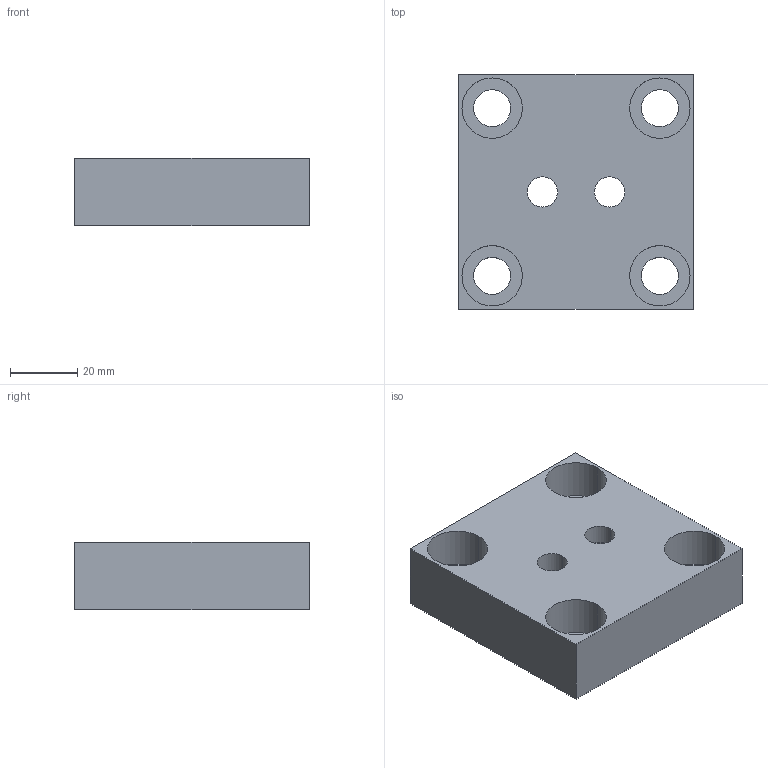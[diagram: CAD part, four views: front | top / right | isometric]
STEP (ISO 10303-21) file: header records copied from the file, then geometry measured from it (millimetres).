
FILE_DESCRIPTION (( 'STEP AP203' ), '1' );
FILE_NAME ('KB_045.step', '2018-12-31T06:55:51', ( '' ), ( '' ), 'SwSTEP 2.0', 'SolidWorks 2016', '' );
FILE_SCHEMA (( 'CONFIG_CONTROL_DESIGN' ));
Length unit declared in the file: millimetre
Products named in the file (1): KB_045
Bounding box: 70 x 70 x 20 mm (x, y, z)
Volume: 77033 mm3; surface area: 19864.2 mm2
Topology: 1 solids, 1 shells, 36 faces, 84 edges, 56 vertices
Faces by surface type: cylinder 24, plane 12
Entity records: 1157 total; most frequent: DIRECTION 206, CARTESIAN_POINT 177, ORIENTED_EDGE 168, AXIS2_PLACEMENT_3D 85, EDGE_CURVE 84, VERTEX_POINT 56, EDGE_LOOP 54, CIRCLE 48
